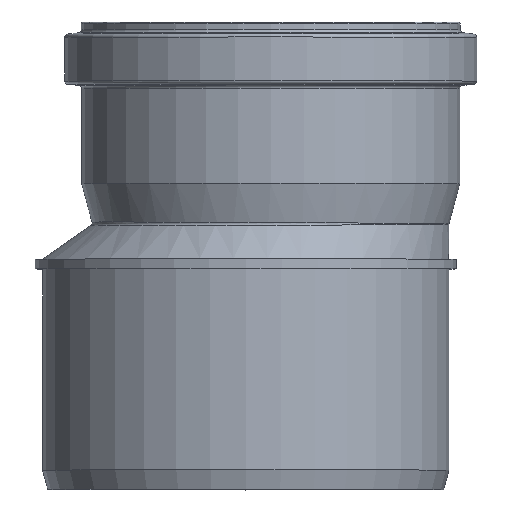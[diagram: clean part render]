
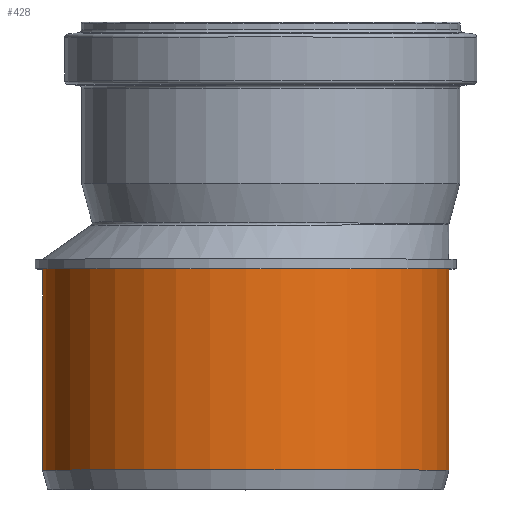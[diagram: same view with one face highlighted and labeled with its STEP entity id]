
A CAD part, top view. The second image highlights one B-rep face of the part: STEP entity #428.
In plain terms, the highlighted cylindrical face has radius 62.6 mm (diameter 125.2 mm), a full revolution.
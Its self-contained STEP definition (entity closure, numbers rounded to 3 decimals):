
#33=CYLINDRICAL_SURFACE('',#474,62.6);
#49=FACE_BOUND('',#143,.T.);
#96=FACE_OUTER_BOUND('',#142,.T.);
#142=EDGE_LOOP('',(#362));
#143=EDGE_LOOP('',(#363));
#209=CIRCLE('',#464,62.6);
#211=CIRCLE('',#469,62.6);
#249=VERTEX_POINT('',#1409);
#251=VERTEX_POINT('',#1416);
#294=EDGE_CURVE('',#249,#249,#209,.T.);
#296=EDGE_CURVE('',#251,#251,#211,.T.);
#362=ORIENTED_EDGE('',*,*,#294,.T.);
#363=ORIENTED_EDGE('',*,*,#296,.F.);
#428=ADVANCED_FACE('',(#96,#49),#33,.T.);
#464=AXIS2_PLACEMENT_3D('',#1410,#542,#543);
#469=AXIS2_PLACEMENT_3D('',#1417,#552,#553);
#474=AXIS2_PLACEMENT_3D('',#1424,#562,#563);
#542=DIRECTION('center_axis',(0.,-1.,0.));
#543=DIRECTION('ref_axis',(1.,0.,0.));
#552=DIRECTION('center_axis',(0.,-1.,0.));
#553=DIRECTION('ref_axis',(1.,0.,0.));
#562=DIRECTION('center_axis',(0.,-1.,0.));
#563=DIRECTION('ref_axis',(1.,0.,0.));
#1409=CARTESIAN_POINT('',(54.9,-13.778,0.));
#1410=CARTESIAN_POINT('Origin',(-7.7,-13.778,0.));
#1416=CARTESIAN_POINT('',(54.9,-75.778,0.));
#1417=CARTESIAN_POINT('Origin',(-7.7,-75.778,0.));
#1424=CARTESIAN_POINT('Origin',(-7.7,-44.778,0.));
